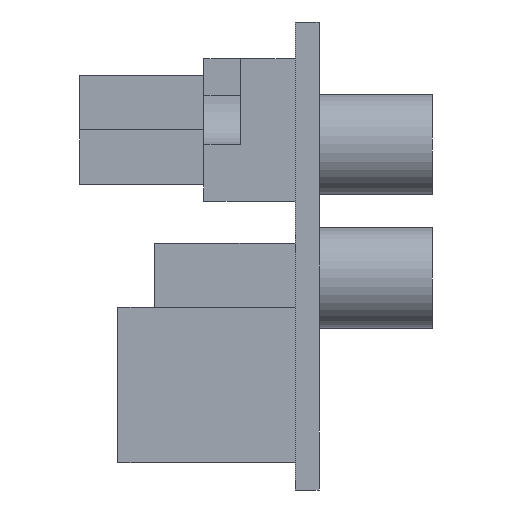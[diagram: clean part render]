
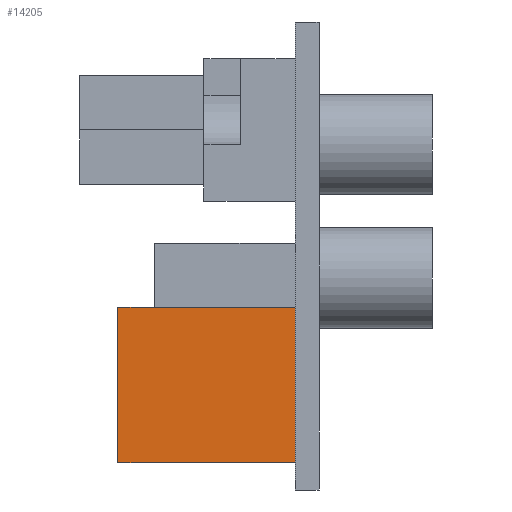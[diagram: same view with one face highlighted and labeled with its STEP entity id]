
A CAD part, left-side view. The second image highlights one B-rep face of the part: STEP entity #14205.
In plain terms, the highlighted planar face has unit normal (-1, 0, 0).
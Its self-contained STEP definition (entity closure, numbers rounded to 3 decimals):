
#59 = VERTEX_POINT ( 'NONE', #27193 ) ;
#637 = VECTOR ( 'NONE', #6206, 1000. ) ;
#2261 = LINE ( 'NONE', #15644, #5560 ) ;
#2425 = VECTOR ( 'NONE', #17877, 1000. ) ;
#2679 = DIRECTION ( 'NONE',  ( 0., 0., -1. ) ) ;
#2747 = EDGE_CURVE ( 'NONE', #4765, #59, #2261, .T. ) ;
#3277 = ORIENTED_EDGE ( 'NONE', *, *, #13380, .F. ) ;
#3548 = DIRECTION ( 'NONE',  ( 0., 0., 1. ) ) ;
#4765 = VERTEX_POINT ( 'NONE', #22616 ) ;
#5007 = DIRECTION ( 'NONE',  ( 0., -1., 0. ) ) ;
#5560 = VECTOR ( 'NONE', #5007, 1000. ) ;
#6015 = EDGE_LOOP ( 'NONE', ( #21194, #24086, #3277, #28770 ) ) ;
#6206 = DIRECTION ( 'NONE',  ( 0., 0., 1. ) ) ;
#7606 = LINE ( 'NONE', #22029, #637 ) ;
#7944 = PLANE ( 'NONE',  #29344 ) ;
#9965 = CARTESIAN_POINT ( 'NONE',  ( -10., 0.65, -11.3 ) ) ;
#13380 = EDGE_CURVE ( 'NONE', #32927, #4765, #7606, .T. ) ;
#14205 = ADVANCED_FACE ( 'NONE', ( #25775 ), #7944, .F. ) ;
#15644 = CARTESIAN_POINT ( 'NONE',  ( -10., 10.35, -2.8 ) ) ;
#16830 = VECTOR ( 'NONE', #3548, 1000. ) ;
#17175 = CARTESIAN_POINT ( 'NONE',  ( -10., 0.65, -11.3 ) ) ;
#17671 = LINE ( 'NONE', #17175, #16830 ) ;
#17877 = DIRECTION ( 'NONE',  ( 0., -1., 0. ) ) ;
#20407 = VERTEX_POINT ( 'NONE', #9965 ) ;
#21194 = ORIENTED_EDGE ( 'NONE', *, *, #21473, .T. ) ;
#21473 = EDGE_CURVE ( 'NONE', #20407, #59, #17671, .T. ) ;
#22029 = CARTESIAN_POINT ( 'NONE',  ( -10., 10.35, -11.3 ) ) ;
#22616 = CARTESIAN_POINT ( 'NONE',  ( -10., 10.35, -2.8 ) ) ;
#23746 = EDGE_CURVE ( 'NONE', #32927, #20407, #27261, .T. ) ;
#24086 = ORIENTED_EDGE ( 'NONE', *, *, #2747, .F. ) ;
#25775 = FACE_OUTER_BOUND ( 'NONE', #6015, .T. ) ;
#26490 = CARTESIAN_POINT ( 'NONE',  ( -10., 10.35, -11.3 ) ) ;
#26508 = CARTESIAN_POINT ( 'NONE',  ( -10., 10.35, -11.3 ) ) ;
#27193 = CARTESIAN_POINT ( 'NONE',  ( -10., 0.65, -2.8 ) ) ;
#27261 = LINE ( 'NONE', #31411, #2425 ) ;
#28770 = ORIENTED_EDGE ( 'NONE', *, *, #23746, .T. ) ;
#28937 = DIRECTION ( 'NONE',  ( 1., 0., 0. ) ) ;
#29344 = AXIS2_PLACEMENT_3D ( 'NONE', #26490, #28937, #2679 ) ;
#31411 = CARTESIAN_POINT ( 'NONE',  ( -10., 10.35, -11.3 ) ) ;
#32927 = VERTEX_POINT ( 'NONE', #26508 ) ;
